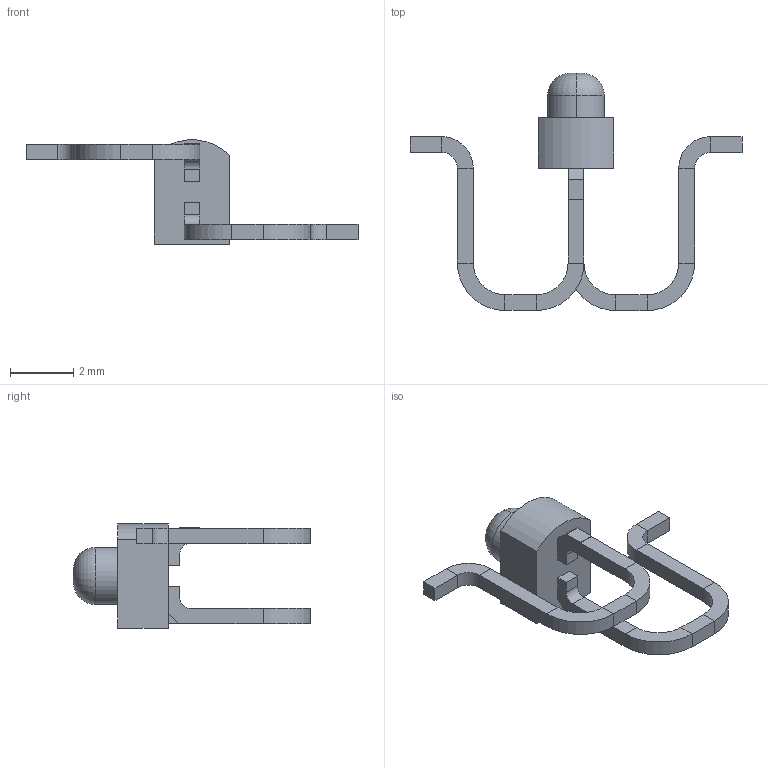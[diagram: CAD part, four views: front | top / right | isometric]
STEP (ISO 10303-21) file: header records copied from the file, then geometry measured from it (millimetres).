
FILE_DESCRIPTION (( 'STEP AP214' ), '1' );
FILE_NAME ('BL-L189URC_Tlt.STEP', '2021-08-02T10:35:09', ( '' ), ( '' ), 'SwSTEP 2.0', 'SolidWorks 2020', '' );
FILE_SCHEMA (( 'AUTOMOTIVE_DESIGN' ));
Length unit declared in the file: millimetre
Products named in the file (1): BL-L189URC_Tlt
Bounding box: 10.5 x 7.5 x 3.29 mm (x, y, z)
Volume: 21.8 mm3; surface area: 91.4 mm2
Topology: 1 solids, 1 shells, 79 faces, 172 edges, 98 vertices
Faces by surface type: plane 60, cylinder 17, torus 2
Entity records: 2855 total; most frequent: DIRECTION 370, CARTESIAN_POINT 350, ORIENTED_EDGE 344, EDGE_CURVE 172, LINE 134, VECTOR 134, AXIS2_PLACEMENT_3D 118, VERTEX_POINT 98
